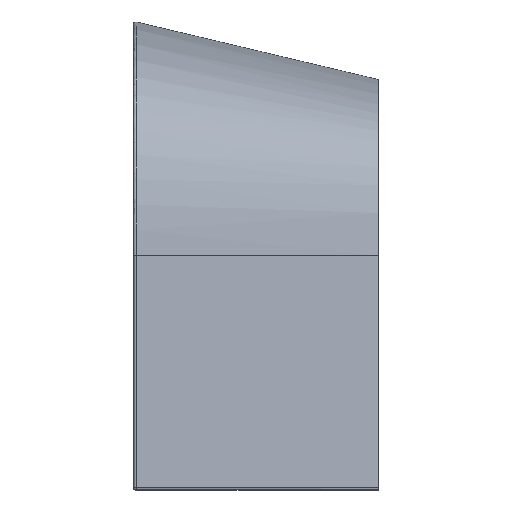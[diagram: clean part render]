
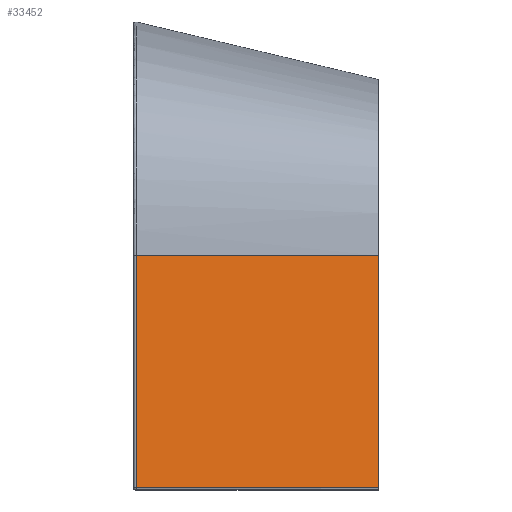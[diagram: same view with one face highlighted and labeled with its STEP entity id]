
A CAD part, left-side view. The second image highlights one B-rep face of the part: STEP entity #33452.
In plain terms, the highlighted planar face has unit normal (-0.974, -0.225, 0).
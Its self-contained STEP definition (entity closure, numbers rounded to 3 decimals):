
#2694 = ORIENTED_EDGE ( 'NONE', *, *, #25416, .T. ) ;
#2755 = CARTESIAN_POINT ( 'NONE',  ( -193.55, -115., 110. ) ) ;
#3590 = DIRECTION ( 'NONE',  ( 0.225, -0.974, 0. ) ) ;
#5128 = CARTESIAN_POINT ( 'NONE',  ( -219.817, -1.225, 110. ) ) ;
#5449 = EDGE_CURVE ( 'NONE', #11605, #11428, #35518, .T. ) ;
#7452 = CARTESIAN_POINT ( 'NONE',  ( -220.1, 0., 110. ) ) ;
#8976 = CARTESIAN_POINT ( 'NONE',  ( -220.1, 0., 0. ) ) ;
#11428 = VERTEX_POINT ( 'NONE', #27227 ) ;
#11605 = VERTEX_POINT ( 'NONE', #28181 ) ;
#14584 = DIRECTION ( 'NONE',  ( 0., 0., 1. ) ) ;
#14780 = VECTOR ( 'NONE', #20797, 1000. ) ;
#16665 = EDGE_CURVE ( 'NONE', #24080, #11428, #29297, .T. ) ;
#16891 = ORIENTED_EDGE ( 'NONE', *, *, #5449, .F. ) ;
#16941 = DIRECTION ( 'NONE',  ( 0., 0., -1. ) ) ;
#17063 = AXIS2_PLACEMENT_3D ( 'NONE', #7452, #19266, #31073 ) ;
#17299 = VECTOR ( 'NONE', #14584, 1000. ) ;
#18317 = LINE ( 'NONE', #30130, #35891 ) ;
#19266 = DIRECTION ( 'NONE',  ( 0.974, 0.225, 0. ) ) ;
#20192 = EDGE_CURVE ( 'NONE', #11605, #30161, #31662, .T. ) ;
#20797 = DIRECTION ( 'NONE',  ( 0.225, -0.974, 0. ) ) ;
#21062 = EDGE_LOOP ( 'NONE', ( #23033, #2694, #22016, #16891 ) ) ;
#22016 = ORIENTED_EDGE ( 'NONE', *, *, #16665, .T. ) ;
#22169 = FACE_OUTER_BOUND ( 'NONE', #21062, .T. ) ;
#22807 = CARTESIAN_POINT ( 'NONE',  ( -193.55, -115., -109. ) ) ;
#23033 = ORIENTED_EDGE ( 'NONE', *, *, #20192, .T. ) ;
#23922 = CARTESIAN_POINT ( 'NONE',  ( -219.817, -1.225, -109. ) ) ;
#24080 = VERTEX_POINT ( 'NONE', #22807 ) ;
#25416 = EDGE_CURVE ( 'NONE', #30161, #24080, #18317, .T. ) ;
#27227 = CARTESIAN_POINT ( 'NONE',  ( -193.55, -115., 0. ) ) ;
#28181 = CARTESIAN_POINT ( 'NONE',  ( -219.817, -1.225, 0. ) ) ;
#29297 = LINE ( 'NONE', #2755, #17299 ) ;
#30130 = CARTESIAN_POINT ( 'NONE',  ( -220.1, 0., -109. ) ) ;
#30161 = VERTEX_POINT ( 'NONE', #23922 ) ;
#31073 = DIRECTION ( 'NONE',  ( -0.225, 0.974, 0. ) ) ;
#31662 = LINE ( 'NONE', #5128, #32124 ) ;
#32124 = VECTOR ( 'NONE', #16941, 1000. ) ;
#33452 = ADVANCED_FACE ( 'NONE', ( #22169 ), #33984, .F. ) ;
#33984 = PLANE ( 'NONE',  #17063 ) ;
#35518 = LINE ( 'NONE', #8976, #14780 ) ;
#35891 = VECTOR ( 'NONE', #3590, 1000. ) ;
